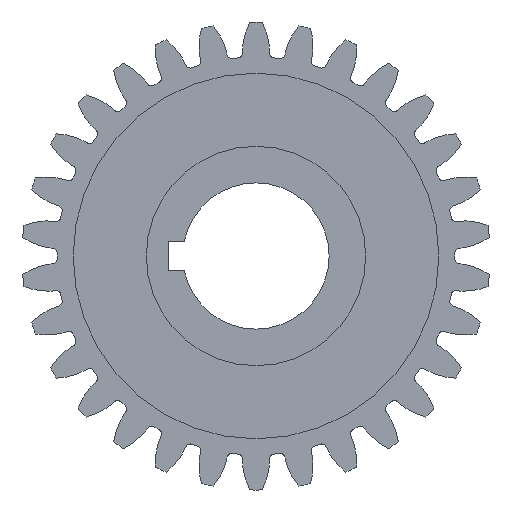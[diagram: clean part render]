
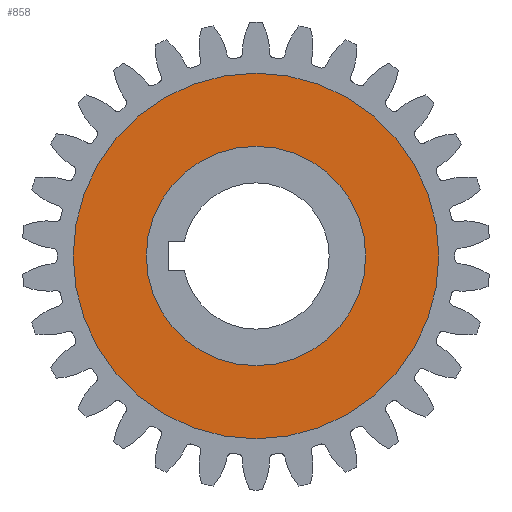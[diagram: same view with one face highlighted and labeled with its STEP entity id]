
A CAD part, left-side view. The second image highlights one B-rep face of the part: STEP entity #858.
In plain terms, the highlighted planar face has unit normal (-1, 0, 0).
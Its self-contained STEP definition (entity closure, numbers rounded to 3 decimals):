
#140 = VERTEX_POINT ( 'NONE', #6128 ) ;
#327 = CIRCLE ( 'NONE', #1287, 7.5 ) ;
#407 = CIRCLE ( 'NONE', #4297, 12.5 ) ;
#429 = FACE_OUTER_BOUND ( 'NONE', #5595, .T. ) ;
#504 = FACE_BOUND ( 'NONE', #5373, .T. ) ;
#521 = CARTESIAN_POINT ( 'NONE',  ( -4.5, 0., -12.5 ) ) ;
#584 = CARTESIAN_POINT ( 'NONE',  ( -4.5, 0., 0. ) ) ;
#858 = ADVANCED_FACE ( 'NONE', ( #429, #504 ), #5071, .T. ) ;
#979 = CIRCLE ( 'NONE', #1211, 7.5 ) ;
#1211 = AXIS2_PLACEMENT_3D ( 'NONE', #584, #2753, #6921 ) ;
#1287 = AXIS2_PLACEMENT_3D ( 'NONE', #5918, #4132, #1845 ) ;
#1677 = ORIENTED_EDGE ( 'NONE', *, *, #2096, .T. ) ;
#1845 = DIRECTION ( 'NONE',  ( 0., 0., -1. ) ) ;
#1925 = EDGE_CURVE ( 'NONE', #3223, #2275, #3160, .T. ) ;
#2033 = DIRECTION ( 'NONE',  ( 1., 0., 0. ) ) ;
#2096 = EDGE_CURVE ( 'NONE', #140, #7039, #979, .T. ) ;
#2256 = DIRECTION ( 'NONE',  ( -1., 0., 0. ) ) ;
#2275 = VERTEX_POINT ( 'NONE', #2973 ) ;
#2423 = CARTESIAN_POINT ( 'NONE',  ( -4.5, 0., 0. ) ) ;
#2457 = DIRECTION ( 'NONE',  ( 0., 0., -1. ) ) ;
#2753 = DIRECTION ( 'NONE',  ( 1., 0., 0. ) ) ;
#2973 = CARTESIAN_POINT ( 'NONE',  ( -4.5, 0., 12.5 ) ) ;
#3160 = CIRCLE ( 'NONE', #4625, 12.5 ) ;
#3223 = VERTEX_POINT ( 'NONE', #521 ) ;
#4132 = DIRECTION ( 'NONE',  ( 1., 0., 0. ) ) ;
#4297 = AXIS2_PLACEMENT_3D ( 'NONE', #2423, #6423, #5926 ) ;
#4537 = DIRECTION ( 'NONE',  ( 0., 0., -1. ) ) ;
#4625 = AXIS2_PLACEMENT_3D ( 'NONE', #7045, #2033, #2457 ) ;
#4937 = EDGE_CURVE ( 'NONE', #2275, #3223, #407, .T. ) ;
#5071 = PLANE ( 'NONE',  #7372 ) ;
#5164 = ORIENTED_EDGE ( 'NONE', *, *, #1925, .F. ) ;
#5373 = EDGE_LOOP ( 'NONE', ( #1677, #5442 ) ) ;
#5442 = ORIENTED_EDGE ( 'NONE', *, *, #7197, .T. ) ;
#5595 = EDGE_LOOP ( 'NONE', ( #6299, #5164 ) ) ;
#5718 = CARTESIAN_POINT ( 'NONE',  ( -4.5, 0., 0. ) ) ;
#5918 = CARTESIAN_POINT ( 'NONE',  ( -4.5, 0., 0. ) ) ;
#5926 = DIRECTION ( 'NONE',  ( 0., 0., -1. ) ) ;
#6128 = CARTESIAN_POINT ( 'NONE',  ( -4.5, 0., 7.5 ) ) ;
#6299 = ORIENTED_EDGE ( 'NONE', *, *, #4937, .F. ) ;
#6423 = DIRECTION ( 'NONE',  ( 1., 0., 0. ) ) ;
#6921 = DIRECTION ( 'NONE',  ( 0., 0., -1. ) ) ;
#6934 = CARTESIAN_POINT ( 'NONE',  ( -4.5, 0., -7.5 ) ) ;
#7039 = VERTEX_POINT ( 'NONE', #6934 ) ;
#7045 = CARTESIAN_POINT ( 'NONE',  ( -4.5, 0., 0. ) ) ;
#7197 = EDGE_CURVE ( 'NONE', #7039, #140, #327, .T. ) ;
#7372 = AXIS2_PLACEMENT_3D ( 'NONE', #5718, #2256, #4537 ) ;
